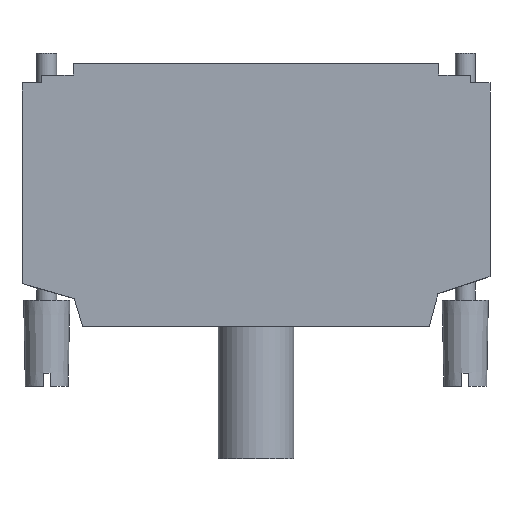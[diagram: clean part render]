
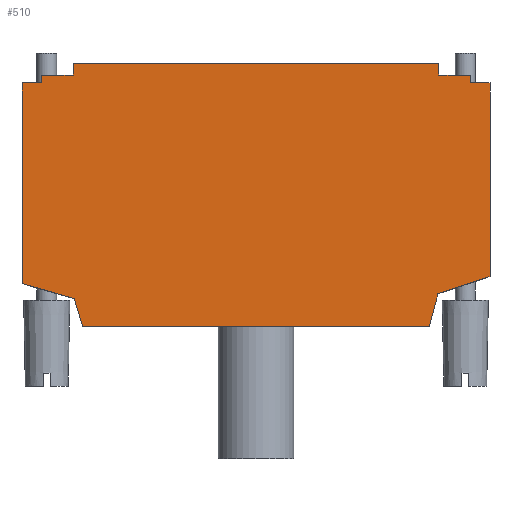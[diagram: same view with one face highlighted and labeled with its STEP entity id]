
A CAD part, front view. The second image highlights one B-rep face of the part: STEP entity #510.
In plain terms, the highlighted planar face has unit normal (0, -1, 0).
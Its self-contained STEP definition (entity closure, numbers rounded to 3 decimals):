
#236=LINE('',#1786,#363);
#240=LINE('',#1795,#367);
#244=LINE('',#1802,#371);
#249=LINE('',#1812,#376);
#252=LINE('',#1818,#379);
#255=LINE('',#1824,#382);
#260=LINE('',#1834,#387);
#271=LINE('',#1880,#398);
#275=LINE('',#1889,#402);
#278=LINE('',#1895,#405);
#315=LINE('',#1969,#442);
#316=LINE('',#1970,#443);
#317=LINE('',#1972,#444);
#319=LINE('',#1976,#446);
#321=LINE('',#1980,#448);
#323=LINE('',#1984,#450);
#363=VECTOR('',#1486,1.);
#367=VECTOR('',#1492,1.);
#371=VECTOR('',#1498,1.);
#376=VECTOR('',#1509,1.);
#379=VECTOR('',#1514,1.);
#382=VECTOR('',#1519,1.);
#387=VECTOR('',#1528,1.);
#398=VECTOR('',#1571,1.);
#402=VECTOR('',#1577,1.);
#405=VECTOR('',#1582,1.);
#442=VECTOR('',#1643,1.);
#443=VECTOR('',#1644,1.);
#444=VECTOR('',#1647,1.);
#446=VECTOR('',#1651,1.);
#448=VECTOR('',#1655,1.);
#450=VECTOR('',#1659,1.);
#510=ADVANCED_FACE('F24',(#620),#564,.T.);
#564=PLANE('',#1371);
#620=FACE_OUTER_BOUND('',#687,.T.);
#687=EDGE_LOOP('',(#967,#968,#969,#970,#971,#972,#973,#974,#975,#976,#977,
#978,#979,#980,#981,#982));
#967=ORIENTED_EDGE('',*,*,#1232,.T.);
#968=ORIENTED_EDGE('',*,*,#1234,.F.);
#969=ORIENTED_EDGE('',*,*,#1182,.F.);
#970=ORIENTED_EDGE('',*,*,#1186,.F.);
#971=ORIENTED_EDGE('',*,*,#1189,.F.);
#972=ORIENTED_EDGE('',*,*,#1227,.F.);
#973=ORIENTED_EDGE('',*,*,#1158,.F.);
#974=ORIENTED_EDGE('',*,*,#1155,.F.);
#975=ORIENTED_EDGE('',*,*,#1152,.F.);
#976=ORIENTED_EDGE('',*,*,#1139,.F.);
#977=ORIENTED_EDGE('',*,*,#1147,.F.);
#978=ORIENTED_EDGE('',*,*,#1143,.F.);
#979=ORIENTED_EDGE('',*,*,#1163,.F.);
#980=ORIENTED_EDGE('',*,*,#1226,.F.);
#981=ORIENTED_EDGE('',*,*,#1228,.F.);
#982=ORIENTED_EDGE('',*,*,#1230,.T.);
#1024=VERTEX_POINT('',#1785);
#1025=VERTEX_POINT('',#1787);
#1028=VERTEX_POINT('',#1794);
#1029=VERTEX_POINT('',#1796);
#1033=VERTEX_POINT('',#1813);
#1035=VERTEX_POINT('',#1819);
#1037=VERTEX_POINT('',#1825);
#1039=VERTEX_POINT('',#1833);
#1052=VERTEX_POINT('',#1881);
#1053=VERTEX_POINT('',#1882);
#1056=VERTEX_POINT('',#1890);
#1058=VERTEX_POINT('',#1896);
#1082=VERTEX_POINT('',#1968);
#1083=VERTEX_POINT('',#1973);
#1084=VERTEX_POINT('',#1977);
#1085=VERTEX_POINT('',#1981);
#1139=EDGE_CURVE('E74',#1024,#1025,#236,.T.);
#1143=EDGE_CURVE('E76',#1028,#1029,#240,.T.);
#1147=EDGE_CURVE('E75',#1029,#1024,#244,.T.);
#1152=EDGE_CURVE('E73',#1025,#1033,#249,.T.);
#1155=EDGE_CURVE('E72',#1033,#1035,#252,.T.);
#1158=EDGE_CURVE('E71',#1035,#1037,#255,.T.);
#1163=EDGE_CURVE('E77',#1039,#1028,#260,.T.);
#1182=EDGE_CURVE('E69',#1052,#1053,#271,.T.);
#1186=EDGE_CURVE('E13',#1056,#1052,#275,.T.);
#1189=EDGE_CURVE('E70',#1058,#1056,#278,.T.);
#1226=EDGE_CURVE('E25',#1082,#1039,#315,.T.);
#1227=EDGE_CURVE('E29',#1037,#1058,#316,.T.);
#1228=EDGE_CURVE('E78',#1083,#1082,#317,.T.);
#1230=EDGE_CURVE('E17',#1083,#1084,#319,.T.);
#1232=EDGE_CURVE('E67',#1084,#1085,#321,.T.);
#1234=EDGE_CURVE('E68',#1053,#1085,#323,.T.);
#1371=AXIS2_PLACEMENT_3D('',#1985,#1660,#1661);
#1486=DIRECTION('',(1.,0.,0.));
#1492=DIRECTION('',(1.,0.,0.));
#1498=DIRECTION('',(0.,0.,1.));
#1509=DIRECTION('',(0.,0.,-1.));
#1514=DIRECTION('',(1.,0.,0.));
#1519=DIRECTION('',(0.,0.,-1.));
#1528=DIRECTION('',(0.,0.,1.));
#1571=DIRECTION('',(-0.254,0.,-0.967));
#1577=DIRECTION('',(-0.949,0.,-0.315));
#1582=DIRECTION('',(0.,0.,-1.));
#1643=DIRECTION('',(1.,0.,0.));
#1644=DIRECTION('',(1.,0.,0.));
#1647=DIRECTION('',(0.,0.,1.));
#1651=DIRECTION('',(0.961,0.,-0.275));
#1655=DIRECTION('',(0.293,0.,-0.956));
#1659=DIRECTION('',(-1.,0.,0.));
#1660=DIRECTION('',(0.,-1.,0.));
#1661=DIRECTION('',(1.,0.,0.));
#1785=CARTESIAN_POINT('',(-27.75,-7.5,2.8));
#1786=CARTESIAN_POINT('',(0.,-7.5,2.8));
#1787=CARTESIAN_POINT('',(27.75,-7.5,2.8));
#1794=CARTESIAN_POINT('',(-32.5,-7.5,1.));
#1795=CARTESIAN_POINT('',(-30.125,-7.5,1.));
#1796=CARTESIAN_POINT('',(-27.75,-7.5,1.));
#1802=CARTESIAN_POINT('',(-27.75,-7.5,1.9));
#1812=CARTESIAN_POINT('',(27.75,-7.5,1.9));
#1813=CARTESIAN_POINT('',(27.75,-7.5,1.));
#1818=CARTESIAN_POINT('',(30.125,-7.5,1.));
#1819=CARTESIAN_POINT('',(32.5,-7.5,1.));
#1824=CARTESIAN_POINT('',(32.5,-7.5,0.4));
#1825=CARTESIAN_POINT('',(32.5,-7.5,-0.2));
#1833=CARTESIAN_POINT('',(-32.5,-7.5,-0.2));
#1834=CARTESIAN_POINT('',(-32.5,-7.5,0.4));
#1880=CARTESIAN_POINT('',(26.943,-7.5,-34.7));
#1881=CARTESIAN_POINT('',(27.6,-7.5,-32.2));
#1882=CARTESIAN_POINT('',(26.285,-7.5,-37.2));
#1889=CARTESIAN_POINT('',(31.55,-7.5,-30.889));
#1890=CARTESIAN_POINT('',(35.5,-7.5,-29.577));
#1895=CARTESIAN_POINT('',(35.5,-7.5,-14.889));
#1896=CARTESIAN_POINT('',(35.5,-7.5,-0.2));
#1968=CARTESIAN_POINT('',(-35.5,-7.5,-0.2));
#1969=CARTESIAN_POINT('',(-34.,-7.5,-0.2));
#1970=CARTESIAN_POINT('',(34.,-7.5,-0.2));
#1972=CARTESIAN_POINT('',(-35.5,-7.5,-15.425));
#1973=CARTESIAN_POINT('',(-35.5,-7.5,-30.65));
#1976=CARTESIAN_POINT('',(-31.55,-7.5,-31.78));
#1977=CARTESIAN_POINT('',(-27.6,-7.5,-32.911));
#1980=CARTESIAN_POINT('',(-26.943,-7.5,-35.055));
#1981=CARTESIAN_POINT('',(-26.285,-7.5,-37.2));
#1984=CARTESIAN_POINT('',(0.,-7.5,-37.2));
#1985=CARTESIAN_POINT('',(-39.05,-7.5,-39.2));
